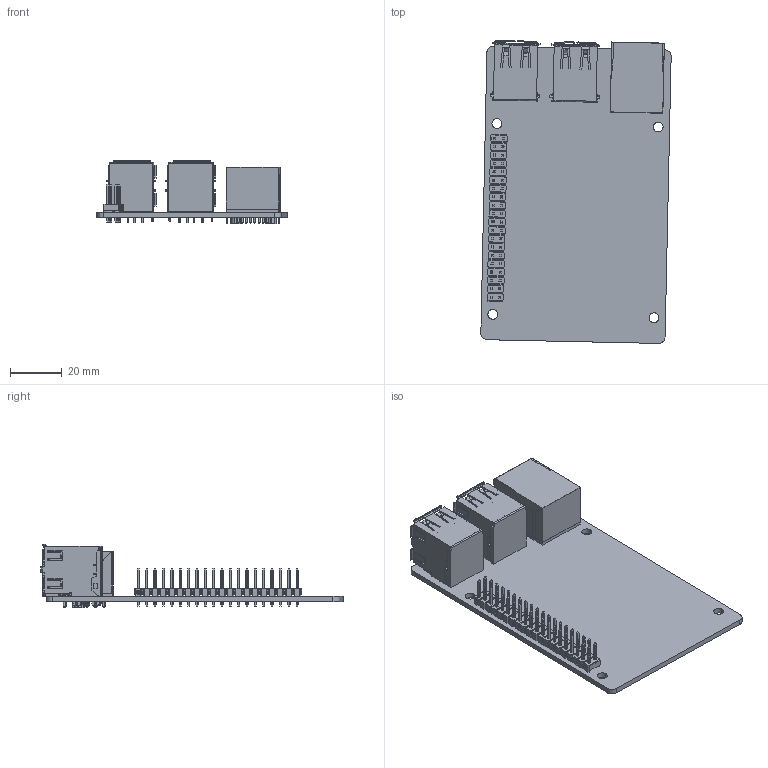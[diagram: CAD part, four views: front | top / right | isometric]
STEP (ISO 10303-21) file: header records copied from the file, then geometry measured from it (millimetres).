
FILE_DESCRIPTION(('FreeCAD Model'),'2;1');
FILE_NAME('Open CASCADE Shape Model','2025-04-25T18:37:46',('FreeCAD'),( 'FreeCAD'),'Open CASCADE STEP processor 7.6','FreeCAD','Unknown');
FILE_SCHEMA(('AUTOMOTIVE_DESIGN { 1 0 10303 214 1 1 1 1 }'));
Products named in the file (1): Open CASCADE STEP translator 7.6 1
Bounding box: 73.46 x 116.91 x 24.68 mm (x, y, z)
Volume: 26000.4 mm3; surface area: 38135.1 mm2
Topology: 63 solids, 64 shells, 3228 faces, 8594 edges, 5488 vertices
Faces by surface type: bspline 3228
Entity records: 96428 total; most frequent: CARTESIAN_POINT 45389, ORIENTED_EDGE 17158, EDGE_CURVE 8581, B_SPLINE_CURVE_WITH_KNOTS 6947, VERTEX_POINT 5488, FACE_BOUND 3480, EDGE_LOOP 3480, ADVANCED_FACE 3228
